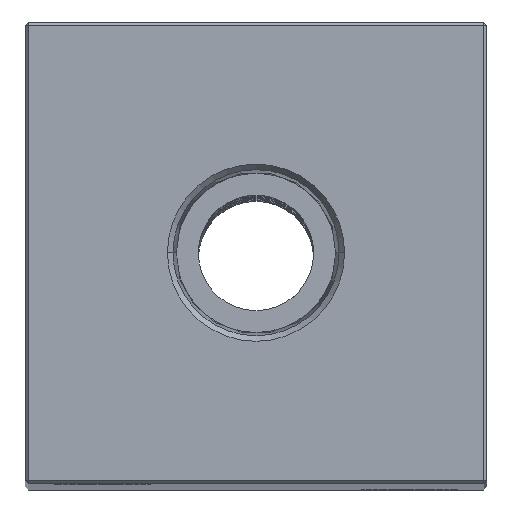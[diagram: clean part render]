
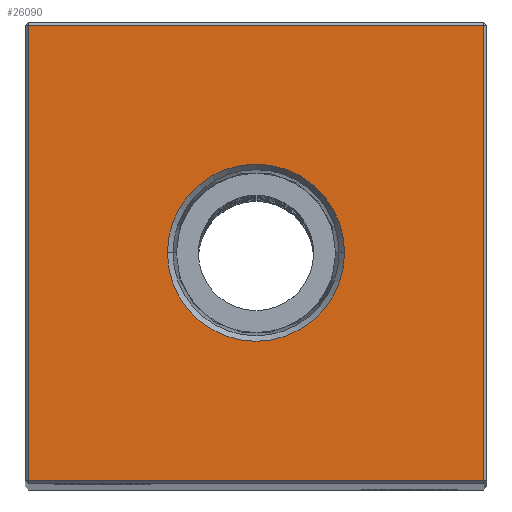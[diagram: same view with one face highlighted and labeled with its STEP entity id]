
A CAD part, top view. The second image highlights one B-rep face of the part: STEP entity #26090.
In plain terms, the highlighted planar face has unit normal (0, 0, 1).
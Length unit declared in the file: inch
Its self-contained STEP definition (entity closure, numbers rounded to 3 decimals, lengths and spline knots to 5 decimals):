
#372 = ORIENTED_EDGE ( 'NONE', *, *, #17364, .T. ) ;
#1371 = DIRECTION ( 'NONE',  ( 0., 0., 1. ) ) ;
#1382 = DIRECTION ( 'NONE',  ( 0., -1., 0. ) ) ;
#1433 = DIRECTION ( 'NONE',  ( 1., 0., 0. ) ) ;
#3441 = EDGE_CURVE ( 'NONE', #8881, #6671, #8828, .T. ) ;
#3508 = CARTESIAN_POINT ( 'NONE',  ( 0., -0.74, 12.25 ) ) ;
#4314 = CARTESIAN_POINT ( 'NONE',  ( -0.74, -0.74, 12.25 ) ) ;
#4678 = AXIS2_PLACEMENT_3D ( 'NONE', #22170, #26059, #23991 ) ;
#4873 = DIRECTION ( 'NONE',  ( -1., 0., 0. ) ) ;
#5219 = EDGE_CURVE ( 'NONE', #8955, #10199, #20314, .T. ) ;
#5931 = CARTESIAN_POINT ( 'NONE',  ( -0.74, 0., 12.25 ) ) ;
#6077 = FACE_BOUND ( 'NONE', #11875, .T. ) ;
#6325 = LINE ( 'NONE', #25796, #17408 ) ;
#6485 = DIRECTION ( 'NONE',  ( -1., 0., 0. ) ) ;
#6671 = VERTEX_POINT ( 'NONE', #17556 ) ;
#7150 = DIRECTION ( 'NONE',  ( 0., 1., 0. ) ) ;
#7382 = EDGE_LOOP ( 'NONE', ( #18304, #8394, #372, #25789 ) ) ;
#7611 = CARTESIAN_POINT ( 'NONE',  ( 0.74, 0.74, 12.25 ) ) ;
#8394 = ORIENTED_EDGE ( 'NONE', *, *, #17061, .T. ) ;
#8562 = CARTESIAN_POINT ( 'NONE',  ( 0., 0., 12.25 ) ) ;
#8676 = CARTESIAN_POINT ( 'NONE',  ( 0.288, 0., 12.25 ) ) ;
#8785 = VERTEX_POINT ( 'NONE', #10609 ) ;
#8828 = CIRCLE ( 'NONE', #22939, 0.288 ) ;
#8881 = VERTEX_POINT ( 'NONE', #8676 ) ;
#8955 = VERTEX_POINT ( 'NONE', #18040 ) ;
#9564 = ORIENTED_EDGE ( 'NONE', *, *, #20176, .F. ) ;
#9812 = DIRECTION ( 'NONE',  ( 1., 0., 0. ) ) ;
#10004 = CIRCLE ( 'NONE', #4678, 0.288 ) ;
#10199 = VERTEX_POINT ( 'NONE', #4314 ) ;
#10609 = CARTESIAN_POINT ( 'NONE',  ( 0.74, -0.74, 12.25 ) ) ;
#11875 = EDGE_LOOP ( 'NONE', ( #26878, #9564 ) ) ;
#11888 = CARTESIAN_POINT ( 'NONE',  ( 0., 0., 12.25 ) ) ;
#15475 = VECTOR ( 'NONE', #1382, 39.37008 ) ;
#17061 = EDGE_CURVE ( 'NONE', #10199, #8785, #22439, .T. ) ;
#17106 = FACE_OUTER_BOUND ( 'NONE', #7382, .T. ) ;
#17364 = EDGE_CURVE ( 'NONE', #8785, #23366, #6325, .T. ) ;
#17408 = VECTOR ( 'NONE', #7150, 39.37008 ) ;
#17556 = CARTESIAN_POINT ( 'NONE',  ( -0.288, 0., 12.25 ) ) ;
#18040 = CARTESIAN_POINT ( 'NONE',  ( -0.74, 0.74, 12.25 ) ) ;
#18304 = ORIENTED_EDGE ( 'NONE', *, *, #5219, .T. ) ;
#20061 = VECTOR ( 'NONE', #1433, 39.37008 ) ;
#20176 = EDGE_CURVE ( 'NONE', #6671, #8881, #10004, .T. ) ;
#20314 = LINE ( 'NONE', #5931, #15475 ) ;
#20984 = PLANE ( 'NONE',  #24598 ) ;
#21994 = CARTESIAN_POINT ( 'NONE',  ( 0., 0.74, 12.25 ) ) ;
#22170 = CARTESIAN_POINT ( 'NONE',  ( 0., 0., 12.25 ) ) ;
#22439 = LINE ( 'NONE', #3508, #20061 ) ;
#22939 = AXIS2_PLACEMENT_3D ( 'NONE', #11888, #1371, #9812 ) ;
#23366 = VERTEX_POINT ( 'NONE', #7611 ) ;
#23947 = LINE ( 'NONE', #21994, #24967 ) ;
#23991 = DIRECTION ( 'NONE',  ( 1., 0., 0. ) ) ;
#24598 = AXIS2_PLACEMENT_3D ( 'NONE', #8562, #25406, #6485 ) ;
#24967 = VECTOR ( 'NONE', #4873, 39.37008 ) ;
#25406 = DIRECTION ( 'NONE',  ( 0., 0., -1. ) ) ;
#25789 = ORIENTED_EDGE ( 'NONE', *, *, #26652, .T. ) ;
#25796 = CARTESIAN_POINT ( 'NONE',  ( 0.74, 0., 12.25 ) ) ;
#26059 = DIRECTION ( 'NONE',  ( 0., 0., 1. ) ) ;
#26090 = ADVANCED_FACE ( 'NONE', ( #17106, #6077 ), #20984, .F. ) ;
#26652 = EDGE_CURVE ( 'NONE', #23366, #8955, #23947, .T. ) ;
#26878 = ORIENTED_EDGE ( 'NONE', *, *, #3441, .F. ) ;
